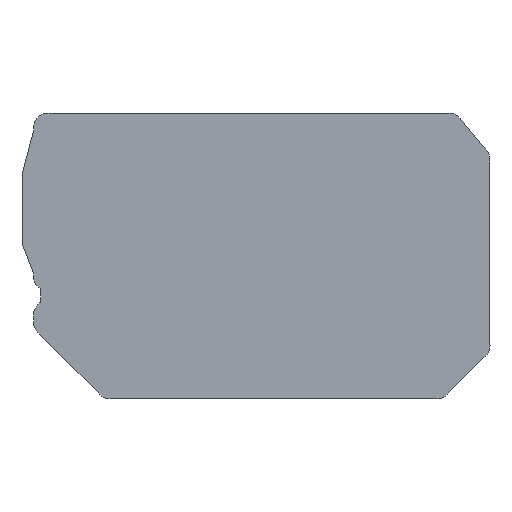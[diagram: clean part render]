
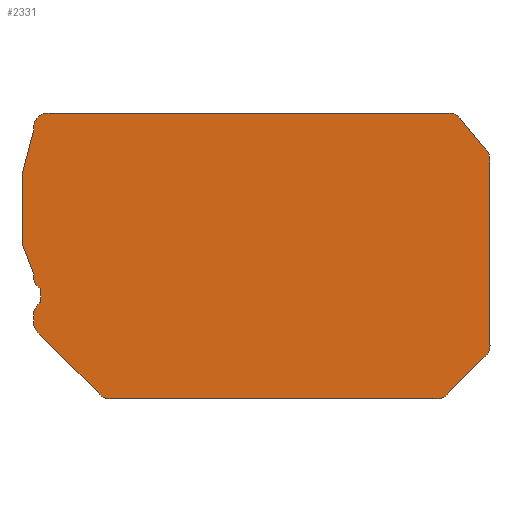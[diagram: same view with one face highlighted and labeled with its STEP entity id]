
A CAD part, front view. The second image highlights one B-rep face of the part: STEP entity #2331.
In plain terms, the highlighted planar face has unit normal (0, -1, 0).
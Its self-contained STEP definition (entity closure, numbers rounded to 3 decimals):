
#118=CIRCLE('',#2480,2.532);
#119=CIRCLE('',#2483,2.532);
#121=CIRCLE('',#2487,2.532);
#123=CIRCLE('',#2491,2.532);
#125=CIRCLE('',#2495,2.532);
#127=CIRCLE('',#2499,2.532);
#131=CIRCLE('',#2514,2.532);
#132=CIRCLE('',#2515,2.532);
#133=CIRCLE('',#2516,2.532);
#211=FACE_OUTER_BOUND('',#332,.T.);
#332=EDGE_LOOP('',(#1894,#1895,#1896,#1897,#1898,#1899,#1900,#1901,#1902,
#1903,#1904,#1905,#1906,#1907,#1908,#1909,#1910,#1911,#1912,#1913,#1914,
#1915));
#538=LINE('',#3862,#801);
#542=LINE('',#3872,#805);
#546=LINE('',#3884,#809);
#550=LINE('',#3896,#813);
#554=LINE('',#3908,#817);
#582=LINE('',#3977,#845);
#583=LINE('',#3979,#846);
#584=LINE('',#3981,#847);
#585=LINE('',#3984,#848);
#586=LINE('',#3986,#849);
#587=LINE('',#3990,#850);
#588=LINE('',#3992,#851);
#589=LINE('',#3993,#852);
#801=VECTOR('',#2924,10.);
#805=VECTOR('',#2934,10.);
#809=VECTOR('',#2946,10.);
#813=VECTOR('',#2958,10.);
#817=VECTOR('',#2970,10.);
#845=VECTOR('',#3034,10.);
#846=VECTOR('',#3035,10.);
#847=VECTOR('',#3036,10.);
#848=VECTOR('',#3039,10.);
#849=VECTOR('',#3040,10.);
#850=VECTOR('',#3043,10.);
#851=VECTOR('',#3044,10.);
#852=VECTOR('',#3045,10.);
#1073=VERTEX_POINT('',#3854);
#1074=VERTEX_POINT('',#3856);
#1075=VERTEX_POINT('',#3860);
#1076=VERTEX_POINT('',#3864);
#1078=VERTEX_POINT('',#3870);
#1080=VERTEX_POINT('',#3876);
#1082=VERTEX_POINT('',#3882);
#1084=VERTEX_POINT('',#3888);
#1086=VERTEX_POINT('',#3894);
#1088=VERTEX_POINT('',#3900);
#1090=VERTEX_POINT('',#3906);
#1092=VERTEX_POINT('',#3912);
#1111=VERTEX_POINT('',#3973);
#1112=VERTEX_POINT('',#3974);
#1113=VERTEX_POINT('',#3976);
#1114=VERTEX_POINT('',#3978);
#1115=VERTEX_POINT('',#3980);
#1116=VERTEX_POINT('',#3982);
#1117=VERTEX_POINT('',#3985);
#1118=VERTEX_POINT('',#3987);
#1119=VERTEX_POINT('',#3989);
#1120=VERTEX_POINT('',#3991);
#1352=EDGE_CURVE('',#1074,#1073,#118,.T.);
#1355=EDGE_CURVE('',#1073,#1075,#538,.T.);
#1357=EDGE_CURVE('',#1075,#1076,#119,.T.);
#1360=EDGE_CURVE('',#1076,#1078,#542,.T.);
#1363=EDGE_CURVE('',#1078,#1080,#121,.T.);
#1366=EDGE_CURVE('',#1080,#1082,#546,.T.);
#1369=EDGE_CURVE('',#1082,#1084,#123,.T.);
#1372=EDGE_CURVE('',#1084,#1086,#550,.T.);
#1375=EDGE_CURVE('',#1086,#1088,#125,.T.);
#1378=EDGE_CURVE('',#1088,#1090,#554,.T.);
#1381=EDGE_CURVE('',#1090,#1092,#127,.T.);
#1411=EDGE_CURVE('',#1111,#1112,#131,.T.);
#1412=EDGE_CURVE('',#1112,#1113,#582,.T.);
#1413=EDGE_CURVE('',#1113,#1114,#583,.T.);
#1414=EDGE_CURVE('',#1114,#1115,#584,.T.);
#1415=EDGE_CURVE('',#1115,#1116,#132,.T.);
#1416=EDGE_CURVE('',#1116,#1074,#585,.T.);
#1417=EDGE_CURVE('',#1092,#1117,#586,.T.);
#1418=EDGE_CURVE('',#1117,#1118,#133,.T.);
#1419=EDGE_CURVE('',#1119,#1118,#587,.T.);
#1420=EDGE_CURVE('',#1120,#1119,#588,.T.);
#1421=EDGE_CURVE('',#1111,#1120,#589,.T.);
#1894=ORIENTED_EDGE('',*,*,#1411,.T.);
#1895=ORIENTED_EDGE('',*,*,#1412,.T.);
#1896=ORIENTED_EDGE('',*,*,#1413,.T.);
#1897=ORIENTED_EDGE('',*,*,#1414,.T.);
#1898=ORIENTED_EDGE('',*,*,#1415,.T.);
#1899=ORIENTED_EDGE('',*,*,#1416,.T.);
#1900=ORIENTED_EDGE('',*,*,#1352,.T.);
#1901=ORIENTED_EDGE('',*,*,#1355,.T.);
#1902=ORIENTED_EDGE('',*,*,#1357,.T.);
#1903=ORIENTED_EDGE('',*,*,#1360,.T.);
#1904=ORIENTED_EDGE('',*,*,#1363,.T.);
#1905=ORIENTED_EDGE('',*,*,#1366,.T.);
#1906=ORIENTED_EDGE('',*,*,#1369,.T.);
#1907=ORIENTED_EDGE('',*,*,#1372,.T.);
#1908=ORIENTED_EDGE('',*,*,#1375,.T.);
#1909=ORIENTED_EDGE('',*,*,#1378,.T.);
#1910=ORIENTED_EDGE('',*,*,#1381,.T.);
#1911=ORIENTED_EDGE('',*,*,#1417,.T.);
#1912=ORIENTED_EDGE('',*,*,#1418,.T.);
#1913=ORIENTED_EDGE('',*,*,#1419,.F.);
#1914=ORIENTED_EDGE('',*,*,#1420,.F.);
#1915=ORIENTED_EDGE('',*,*,#1421,.F.);
#2223=PLANE('',#2513);
#2331=ADVANCED_FACE('',(#211),#2223,.T.);
#2480=AXIS2_PLACEMENT_3D('',#3857,#2918,#2919);
#2483=AXIS2_PLACEMENT_3D('',#3866,#2928,#2929);
#2487=AXIS2_PLACEMENT_3D('',#3878,#2940,#2941);
#2491=AXIS2_PLACEMENT_3D('',#3890,#2952,#2953);
#2495=AXIS2_PLACEMENT_3D('',#3902,#2964,#2965);
#2499=AXIS2_PLACEMENT_3D('',#3914,#2976,#2977);
#2513=AXIS2_PLACEMENT_3D('',#3972,#3030,#3031);
#2514=AXIS2_PLACEMENT_3D('',#3975,#3032,#3033);
#2515=AXIS2_PLACEMENT_3D('',#3983,#3037,#3038);
#2516=AXIS2_PLACEMENT_3D('',#3988,#3041,#3042);
#2918=DIRECTION('center_axis',(0.,-1.,0.));
#2919=DIRECTION('ref_axis',(-0.987,0.,0.158));
#2924=DIRECTION('',(0.707,0.,-0.707));
#2928=DIRECTION('center_axis',(0.,-1.,0.));
#2929=DIRECTION('ref_axis',(-0.81,0.,-0.587));
#2934=DIRECTION('',(1.,0.,0.));
#2940=DIRECTION('center_axis',(0.,-1.,0.));
#2941=DIRECTION('ref_axis',(-0.158,0.,-0.987));
#2946=DIRECTION('',(0.707,0.,0.707));
#2952=DIRECTION('center_axis',(0.,-1.,0.));
#2953=DIRECTION('ref_axis',(0.587,0.,-0.81));
#2958=DIRECTION('',(0.,0.,1.));
#2964=DIRECTION('center_axis',(0.,-1.,0.));
#2965=DIRECTION('ref_axis',(0.987,0.,-0.158));
#2970=DIRECTION('',(-0.637,0.,0.771));
#2976=DIRECTION('center_axis',(0.,-1.,0.));
#2977=DIRECTION('ref_axis',(0.862,0.,0.507));
#3030=DIRECTION('center_axis',(0.,-1.,0.));
#3031=DIRECTION('ref_axis',(1.,0.,0.));
#3032=DIRECTION('center_axis',(0.,-1.,0.));
#3033=DIRECTION('ref_axis',(-0.987,0.,0.158));
#3034=DIRECTION('',(0.75,0.,-0.662));
#3035=DIRECTION('',(0.,0.,-1.));
#3036=DIRECTION('',(-0.716,0.,-0.698));
#3037=DIRECTION('center_axis',(0.,-1.,0.));
#3038=DIRECTION('ref_axis',(-0.576,0.,0.817));
#3039=DIRECTION('',(0.,0.,-1.));
#3040=DIRECTION('',(-1.,0.,0.));
#3041=DIRECTION('center_axis',(0.,-1.,0.));
#3042=DIRECTION('ref_axis',(0.158,0.,0.987));
#3043=DIRECTION('',(0.253,0.,0.968));
#3044=DIRECTION('',(0.,0.,1.));
#3045=DIRECTION('',(-0.36,0.,0.933));
#3854=CARTESIAN_POINT('',(-1.475,-2.2,-35.54));
#3856=CARTESIAN_POINT('',(-2.49,-2.2,-33.09));
#3857=CARTESIAN_POINT('Origin',(0.01,-2.2,-33.49));
#3860=CARTESIAN_POINT('',(8.62,-2.2,-45.635));
#3862=CARTESIAN_POINT('',(-1.475,-2.2,-35.54));
#3864=CARTESIAN_POINT('',(11.07,-2.2,-46.65));
#3866=CARTESIAN_POINT('Origin',(10.67,-2.2,-44.15));
#3870=CARTESIAN_POINT('',(66.53,-2.2,-46.65));
#3872=CARTESIAN_POINT('',(11.07,-2.2,-46.65));
#3876=CARTESIAN_POINT('',(68.98,-2.2,-45.635));
#3878=CARTESIAN_POINT('Origin',(66.93,-2.2,-44.15));
#3882=CARTESIAN_POINT('',(75.025,-2.2,-39.59));
#3884=CARTESIAN_POINT('',(68.98,-2.2,-45.635));
#3888=CARTESIAN_POINT('',(76.04,-2.2,-37.14));
#3890=CARTESIAN_POINT('Origin',(73.54,-2.2,-37.54));
#3894=CARTESIAN_POINT('',(76.04,-2.2,-5.92));
#3896=CARTESIAN_POINT('',(76.04,-2.2,-37.14));
#3900=CARTESIAN_POINT('',(75.213,-2.2,-3.62));
#3902=CARTESIAN_POINT('Origin',(73.54,-2.2,-5.52));
#3906=CARTESIAN_POINT('',(71.162,-2.2,1.284));
#3908=CARTESIAN_POINT('',(75.213,-2.2,-3.62));
#3912=CARTESIAN_POINT('',(68.58,-2.2,2.5));
#3914=CARTESIAN_POINT('Origin',(68.98,-2.2,0.));
#3972=CARTESIAN_POINT('Origin',(35.786,-2.2,-22.075));
#3973=CARTESIAN_POINT('',(-2.5,-2.2,-25.14));
#3974=CARTESIAN_POINT('',(-1.354,-2.2,-27.679));
#3975=CARTESIAN_POINT('Origin',(0.,-2.2,-25.54));
#3976=CARTESIAN_POINT('',(-1.31,-2.2,-27.718));
#3977=CARTESIAN_POINT('',(-1.354,-2.2,-27.679));
#3978=CARTESIAN_POINT('',(-1.31,-2.2,-30.026));
#3979=CARTESIAN_POINT('',(-1.31,-2.2,-27.718));
#3980=CARTESIAN_POINT('',(-1.449,-2.2,-30.161));
#3981=CARTESIAN_POINT('',(-1.31,-2.2,-30.026));
#3982=CARTESIAN_POINT('',(-2.49,-2.2,-32.63));
#3983=CARTESIAN_POINT('Origin',(0.01,-2.2,-32.23));
#3984=CARTESIAN_POINT('',(-2.49,-2.2,-32.63));
#3985=CARTESIAN_POINT('',(0.4,-2.2,2.5));
#3986=CARTESIAN_POINT('',(68.58,-2.2,2.5));
#3987=CARTESIAN_POINT('',(-2.5,-2.2,-0.4));
#3988=CARTESIAN_POINT('Origin',(0.,-2.2,0.));
#3989=CARTESIAN_POINT('',(-4.5,-2.2,-8.055));
#3990=CARTESIAN_POINT('',(-4.5,-2.2,-8.055));
#3991=CARTESIAN_POINT('',(-4.5,-2.2,-19.955));
#3992=CARTESIAN_POINT('',(-4.5,-2.2,-19.955));
#3993=CARTESIAN_POINT('',(-2.5,-2.2,-25.14));
